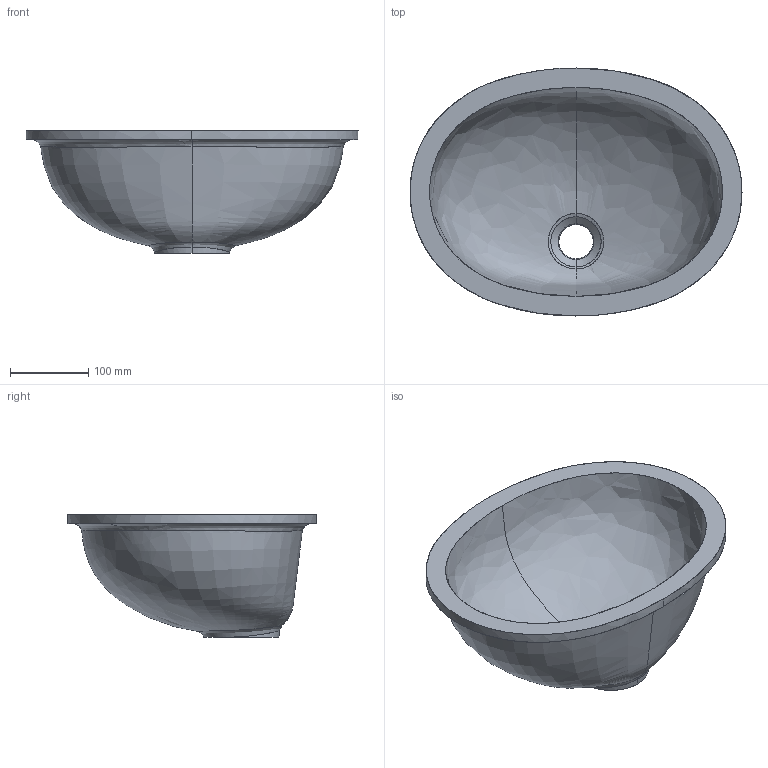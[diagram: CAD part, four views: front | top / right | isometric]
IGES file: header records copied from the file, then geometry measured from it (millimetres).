
Start section: SolidWorks IGES file using analytic representation for surfaces
Global section: file name: CALM 820_N.OVFL.IGS; native system: SolidWorks 2014; preprocessor: SolidWorks 2014; author: Oficina Técnica; date: 200203.083118; units: millimetre
Bounding box: 423.01 x 316 x 156.68 mm (x, y, z)
Surface area: 381957.6 mm2 (no closed solid volume)
Topology: 0 solids, 0 shells, 31 faces, 899 edges, 905 vertices
Faces by surface type: bspline 25, revolution 6
